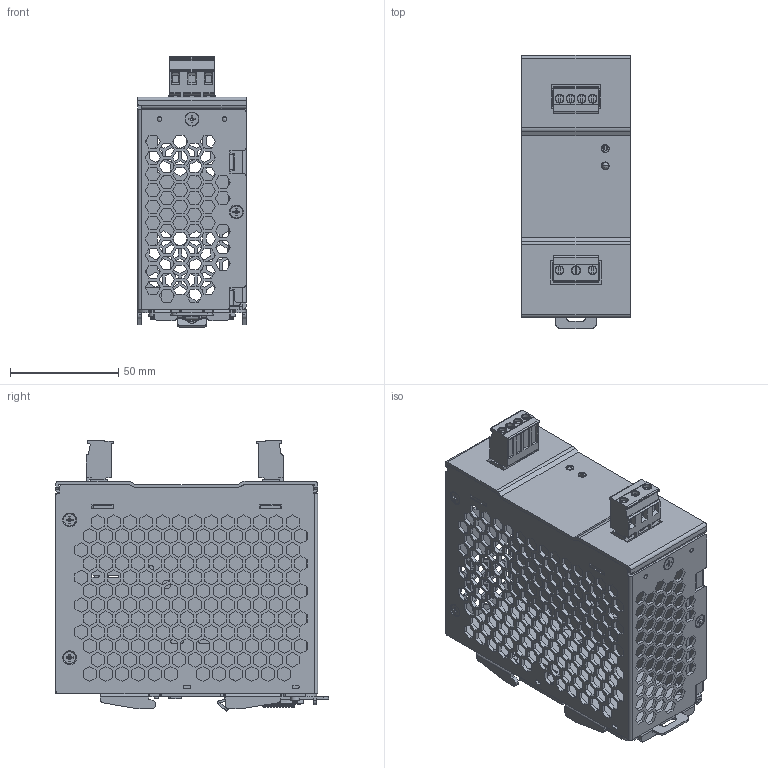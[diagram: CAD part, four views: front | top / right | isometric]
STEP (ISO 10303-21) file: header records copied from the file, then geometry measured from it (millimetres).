
FILE_DESCRIPTION (( 'STEP AP214' ), '1' );
FILE_NAME ('RZI120-24-P-3D.STEP', '2016-06-20T10:30:09', ( '' ), ( '' ), 'SwSTEP 2.0', 'SolidWorks 2016', '' );
FILE_SCHEMA (( 'AUTOMOTIVE_DESIGN' ));
Length unit declared in the file: millimetre
Products named in the file (1): RZI120-24-P-3D
Bounding box: 50 x 126.05 x 124.94 mm (x, y, z)
Surface area: 138991.3 mm2 (no closed solid volume)
Topology: 0 solids, 27 shells, 4169 faces, 11794 edges, 7701 vertices
Faces by surface type: plane 3074, cylinder 699, bspline 210, cone 186
Entity records: 199936 total; most frequent: CARTESIAN_POINT 48766, ORIENTED_EDGE 23457, DIRECTION 18638, EDGE_CURVE 11730, VECTOR 8808, LINE 8808, VERTEX_POINT 7700, EDGE_LOOP 4965
